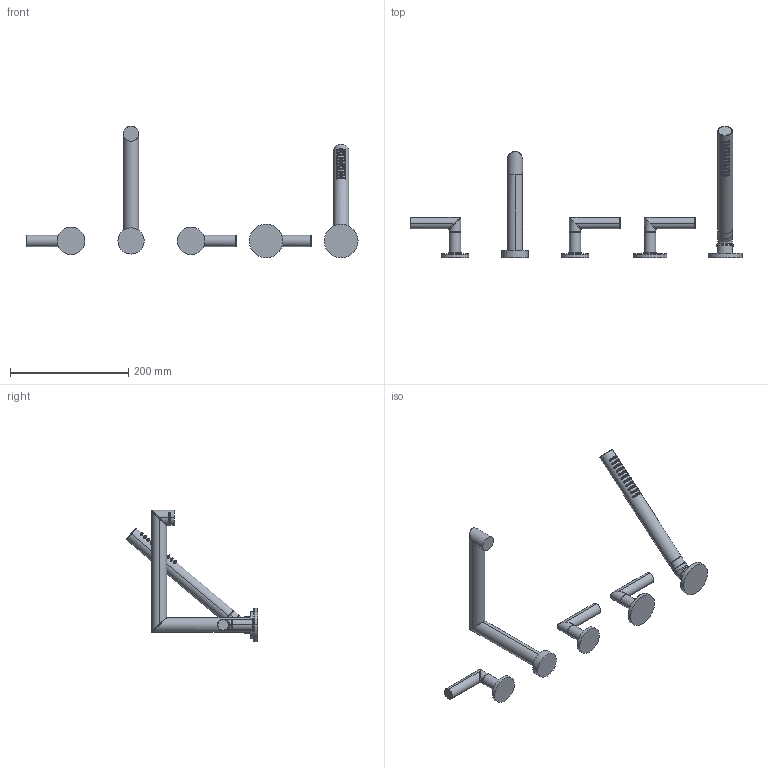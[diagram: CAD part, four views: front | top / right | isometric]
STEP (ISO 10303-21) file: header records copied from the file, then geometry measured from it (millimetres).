
FILE_DESCRIPTION((''),'2;1');
FILE_NAME('3-3127','2021-03-22T14:57:03',('jinson.thomas'),(''),'CREO PARAMETRIC BY PTC INC, 2018400','CREO PARAMETRIC BY PTC INC, 2018400','');
FILE_SCHEMA(('CONFIG_CONTROL_DESIGN'));
Length unit declared in the file: inch
Products named in the file (1): 3-3127
Bounding box: 561.98 x 222.35 x 222.88 mm (x, y, z)
Volume: 405352.2 mm3; surface area: 126559.7 mm2
Topology: 5 solids, 6 shells, 950 faces, 2056 edges, 1237 vertices
Faces by surface type: bspline 557, cylinder 289, plane 59, torus 35, extrusion 8, cone 2
Entity records: 90067 total; most frequent: CARTESIAN_POINT 73327, ORIENTED_EDGE 4108, DIRECTION 2073, EDGE_CURVE 2054, VERTEX_POINT 1237, B_SPLINE_CURVE_WITH_KNOTS 1153, EDGE_LOOP 1071, FACE_OUTER_BOUND 950
